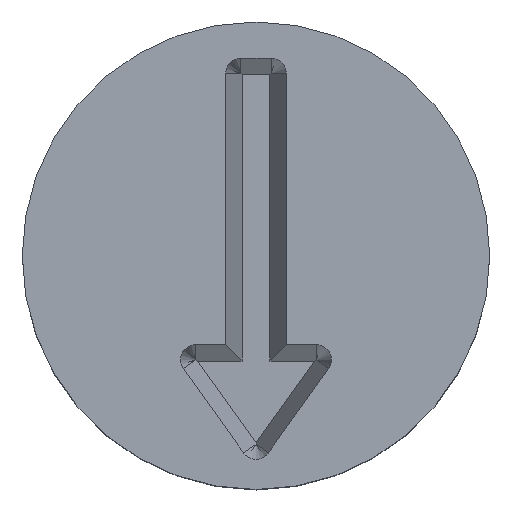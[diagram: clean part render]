
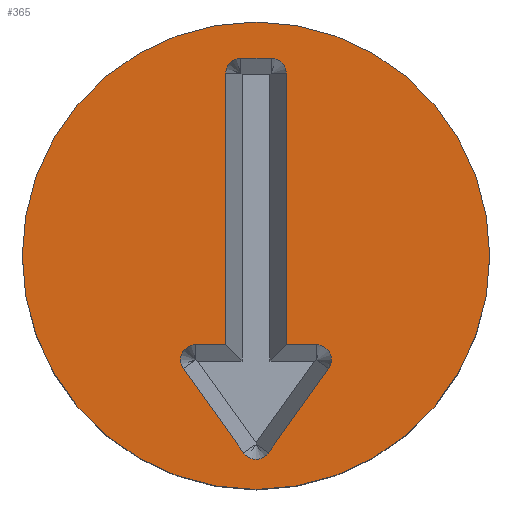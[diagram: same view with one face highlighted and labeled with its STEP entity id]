
A CAD part, top view. The second image highlights one B-rep face of the part: STEP entity #365.
In plain terms, the highlighted planar face has unit normal (0, 0, 1).
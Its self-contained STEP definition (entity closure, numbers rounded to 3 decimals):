
#16=FACE_BOUND('',#84,.T.);
#20=CIRCLE('',#392,0.1);
#21=CIRCLE('',#395,0.1);
#22=CIRCLE('',#398,0.1);
#23=CIRCLE('',#402,0.1);
#24=CIRCLE('',#405,0.1);
#33=CIRCLE('',#422,1.55);
#61=FACE_OUTER_BOUND('',#83,.T.);
#83=EDGE_LOOP('',(#321));
#84=EDGE_LOOP('',(#322,#323,#324,#325,#326,#327,#328,#329,#330,#331,#332,
#333));
#89=LINE('',#542,#124);
#93=LINE('',#550,#128);
#98=LINE('',#562,#133);
#103=LINE('',#574,#138);
#107=LINE('',#584,#142);
#111=LINE('',#592,#146);
#115=LINE('',#601,#150);
#124=VECTOR('',#432,10.);
#128=VECTOR('',#438,10.);
#133=VECTOR('',#449,10.);
#138=VECTOR('',#460,10.);
#142=VECTOR('',#470,10.);
#146=VECTOR('',#476,10.);
#150=VECTOR('',#486,10.);
#155=VERTEX_POINT('',#533);
#159=VERTEX_POINT('',#540);
#160=VERTEX_POINT('',#544);
#163=VERTEX_POINT('',#552);
#164=VERTEX_POINT('',#556);
#167=VERTEX_POINT('',#564);
#168=VERTEX_POINT('',#568);
#171=VERTEX_POINT('',#576);
#172=VERTEX_POINT('',#580);
#174=VERTEX_POINT('',#586);
#177=VERTEX_POINT('',#594);
#178=VERTEX_POINT('',#598);
#186=VERTEX_POINT('',#630);
#191=EDGE_CURVE('',#155,#159,#89,.T.);
#195=EDGE_CURVE('',#160,#155,#93,.T.);
#196=EDGE_CURVE('',#163,#160,#20,.T.);
#201=EDGE_CURVE('',#164,#163,#98,.T.);
#202=EDGE_CURVE('',#167,#164,#21,.T.);
#207=EDGE_CURVE('',#168,#167,#103,.T.);
#208=EDGE_CURVE('',#171,#168,#22,.T.);
#212=EDGE_CURVE('',#172,#171,#107,.T.);
#216=EDGE_CURVE('',#174,#172,#111,.T.);
#217=EDGE_CURVE('',#177,#174,#23,.T.);
#221=EDGE_CURVE('',#178,#177,#115,.T.);
#222=EDGE_CURVE('',#159,#178,#24,.T.);
#234=EDGE_CURVE('',#186,#186,#33,.T.);
#321=ORIENTED_EDGE('',*,*,#234,.F.);
#322=ORIENTED_EDGE('',*,*,#191,.T.);
#323=ORIENTED_EDGE('',*,*,#222,.T.);
#324=ORIENTED_EDGE('',*,*,#221,.T.);
#325=ORIENTED_EDGE('',*,*,#217,.T.);
#326=ORIENTED_EDGE('',*,*,#216,.T.);
#327=ORIENTED_EDGE('',*,*,#212,.T.);
#328=ORIENTED_EDGE('',*,*,#208,.T.);
#329=ORIENTED_EDGE('',*,*,#207,.T.);
#330=ORIENTED_EDGE('',*,*,#202,.T.);
#331=ORIENTED_EDGE('',*,*,#201,.T.);
#332=ORIENTED_EDGE('',*,*,#196,.T.);
#333=ORIENTED_EDGE('',*,*,#195,.T.);
#344=PLANE('',#423);
#365=ADVANCED_FACE('',(#61,#16),#344,.F.);
#392=AXIS2_PLACEMENT_3D('',#553,#441,#442);
#395=AXIS2_PLACEMENT_3D('',#565,#452,#453);
#398=AXIS2_PLACEMENT_3D('',#577,#463,#464);
#402=AXIS2_PLACEMENT_3D('',#595,#479,#480);
#405=AXIS2_PLACEMENT_3D('',#603,#489,#490);
#422=AXIS2_PLACEMENT_3D('',#631,#526,#527);
#423=AXIS2_PLACEMENT_3D('',#633,#529,#530);
#432=DIRECTION('',(0.,1.,0.));
#438=DIRECTION('',(1.,0.,0.));
#441=DIRECTION('center_axis',(0.,0.,-1.));
#442=DIRECTION('ref_axis',(0.,1.,0.));
#449=DIRECTION('',(-0.581,0.814,0.));
#452=DIRECTION('center_axis',(0.,0.,-1.));
#453=DIRECTION('ref_axis',(-0.814,-0.581,0.));
#460=DIRECTION('',(-0.581,-0.814,0.));
#463=DIRECTION('center_axis',(0.,0.,-1.));
#464=DIRECTION('ref_axis',(0.814,-0.581,0.));
#470=DIRECTION('',(1.,0.,0.));
#476=DIRECTION('',(0.,-1.,0.));
#479=DIRECTION('center_axis',(0.,0.,-1.));
#480=DIRECTION('ref_axis',(1.,0.,0.));
#486=DIRECTION('',(1.,0.,0.));
#489=DIRECTION('center_axis',(0.,0.,-1.));
#490=DIRECTION('ref_axis',(0.,1.,0.));
#526=DIRECTION('center_axis',(0.,0.,-1.));
#527=DIRECTION('ref_axis',(-1.,0.,0.));
#529=DIRECTION('center_axis',(0.,0.,-1.));
#530=DIRECTION('ref_axis',(-1.,0.,0.));
#533=CARTESIAN_POINT('',(-0.2,-0.59,2.));
#540=CARTESIAN_POINT('',(-0.2,1.21,2.));
#542=CARTESIAN_POINT('',(-0.2,0.605,2.));
#544=CARTESIAN_POINT('',(-0.4,-0.59,2.));
#550=CARTESIAN_POINT('',(-0.1,-0.59,2.));
#552=CARTESIAN_POINT('',(-0.481,-0.748,2.));
#553=CARTESIAN_POINT('Origin',(-0.4,-0.69,2.));
#556=CARTESIAN_POINT('',(-0.081,-1.308,2.));
#562=CARTESIAN_POINT('',(-0.577,-0.614,2.));
#564=CARTESIAN_POINT('',(0.081,-1.308,2.));
#565=CARTESIAN_POINT('Origin',(0.,-1.25,2.));
#568=CARTESIAN_POINT('',(0.481,-0.748,2.));
#574=CARTESIAN_POINT('',(0.377,-0.894,2.));
#576=CARTESIAN_POINT('',(0.4,-0.59,2.));
#577=CARTESIAN_POINT('Origin',(0.4,-0.69,2.));
#580=CARTESIAN_POINT('',(0.2,-0.59,2.));
#584=CARTESIAN_POINT('',(0.2,-0.59,2.));
#586=CARTESIAN_POINT('',(0.2,1.21,2.));
#592=CARTESIAN_POINT('',(0.2,-0.295,2.));
#594=CARTESIAN_POINT('',(0.1,1.31,2.));
#595=CARTESIAN_POINT('Origin',(0.1,1.21,2.));
#598=CARTESIAN_POINT('',(-0.1,1.31,2.));
#601=CARTESIAN_POINT('',(0.05,1.31,2.));
#603=CARTESIAN_POINT('Origin',(-0.1,1.21,2.));
#630=CARTESIAN_POINT('',(1.55,0.,2.));
#631=CARTESIAN_POINT('Origin',(0.,0.,2.));
#633=CARTESIAN_POINT('Origin',(0.,0.,2.));
